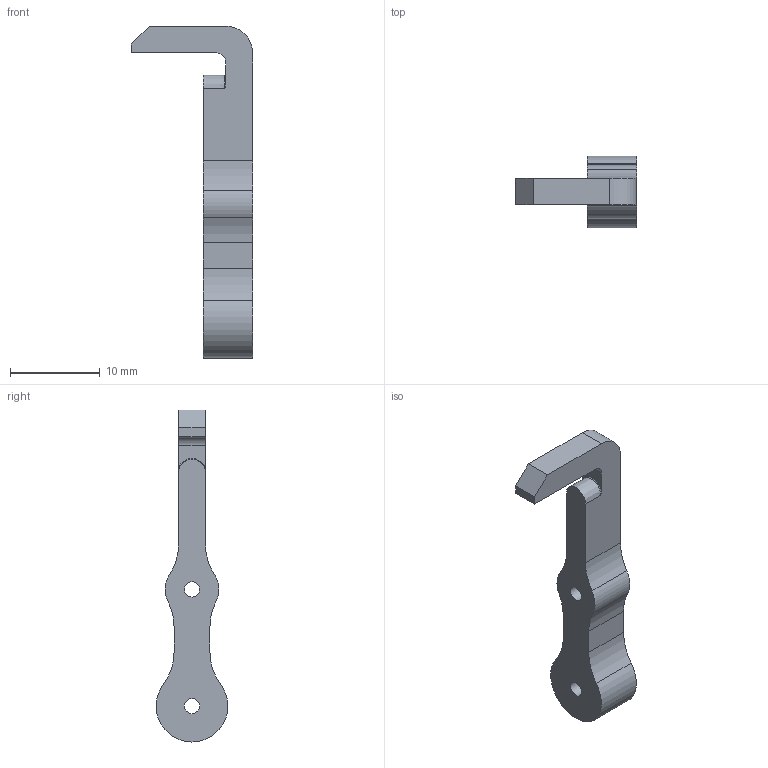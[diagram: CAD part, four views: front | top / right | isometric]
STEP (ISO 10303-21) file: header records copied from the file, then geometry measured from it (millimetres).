
FILE_DESCRIPTION(/* description */ (''),/* implementation_level */ '2;1');
FILE_NAME(/* name */ '1111.000.001.005 - Крючок.stp',/* time_stamp */ '2024-11-01T18:56:06+03:00',/* author */ (''),/* organization */ (''),/* preprocessor_version */ 'ST-DEVELOPER v16.7',/* originating_system */ 'SIEMENS PLM Software NX 12.0',/* authorisation */ '');
FILE_SCHEMA (('AUTOMOTIVE_DESIGN { 1 0 10303 214 3 1 1 1 }'));
Length unit declared in the file: millimetre
Products named in the file (1): 1111.000.001.005 - Крючок
Bounding box: 13.5 x 7.99 x 37 mm (x, y, z)
Volume: 886.3 mm3; surface area: 904 mm2
Topology: 1 solids, 1 shells, 26 faces, 72 edges, 48 vertices
Faces by surface type: cylinder 13, plane 11, extrusion 1, bspline 1
Full cylindrical faces by diameter (mm): 1.7 x2
Entity records: 977 total; most frequent: CARTESIAN_POINT 272, DIRECTION 142, ORIENTED_EDGE 140, EDGE_CURVE 70, AXIS2_PLACEMENT_3D 51, VERTEX_POINT 48, VECTOR 40, LINE 39
